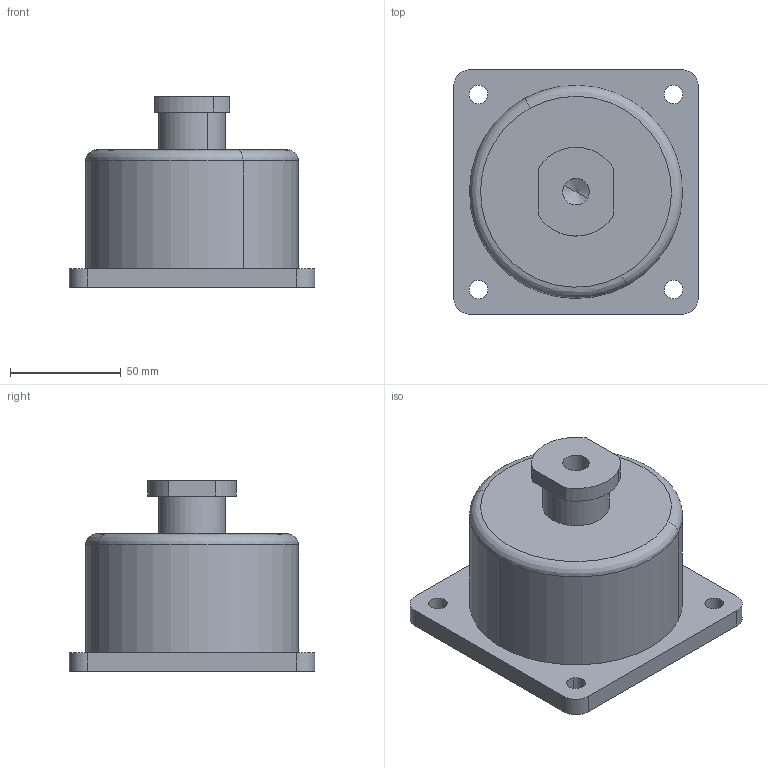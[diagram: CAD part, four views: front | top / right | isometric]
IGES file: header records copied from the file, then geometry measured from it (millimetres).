
Start section: START RECORD GO HERE.
Global section: file name: 3D-IEX-E1FH77-01-ARDAMP.igs; native system: IBM CATIA IGES - CATIA Version 5 Release 17 ; preprocessor: CATIA Version 5 Release 17 ; author: A0H03062; organization: LEV3; date: 20100223.151537; units: millimetre
Bounding box: 110.5 x 110.5 x 86 mm (x, y, z)
Surface area: 48198.4 mm2 (no closed solid volume)
Topology: 0 solids, 0 shells, 37 faces, 182 edges, 180 vertices
Faces by surface type: revolution 26, plane 11
